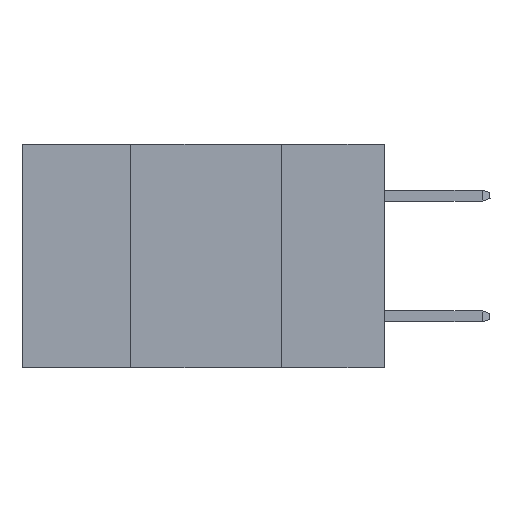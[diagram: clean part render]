
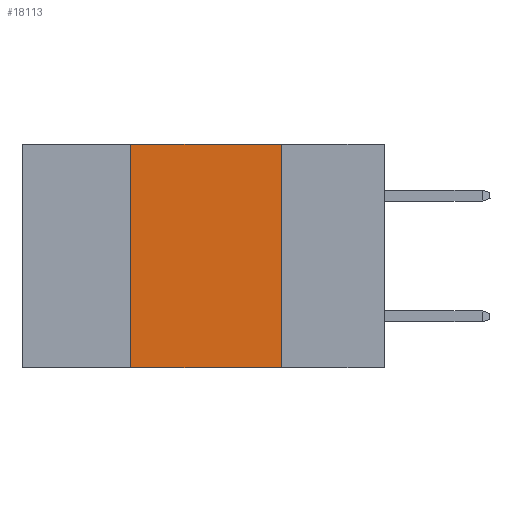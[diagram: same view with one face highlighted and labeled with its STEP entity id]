
A CAD part, left-side view. The second image highlights one B-rep face of the part: STEP entity #18113.
In plain terms, the highlighted planar face has unit normal (-1, 0, 0).
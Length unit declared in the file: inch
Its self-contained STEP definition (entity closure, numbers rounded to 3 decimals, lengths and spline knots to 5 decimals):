
#697 = VERTEX_POINT ( 'NONE', #14335 ) ;
#1015 = VERTEX_POINT ( 'NONE', #19435 ) ;
#1662 = CARTESIAN_POINT ( 'NONE',  ( 0., 0.6, -0.37 ) ) ;
#2041 = VECTOR ( 'NONE', #16460, 39.37008 ) ;
#2224 = VERTEX_POINT ( 'NONE', #13523 ) ;
#2239 = LINE ( 'NONE', #10518, #18641 ) ;
#2377 = EDGE_CURVE ( 'NONE', #1015, #697, #11294, .T. ) ;
#2792 = LINE ( 'NONE', #4043, #15018 ) ;
#3092 = EDGE_LOOP ( 'NONE', ( #9313, #12759, #14491, #18528 ) ) ;
#3356 = VECTOR ( 'NONE', #7659, 39.37008 ) ;
#3458 = EDGE_CURVE ( 'NONE', #1015, #2224, #18922, .T. ) ;
#4043 = CARTESIAN_POINT ( 'NONE',  ( 0., 0.6, 0. ) ) ;
#4093 = CARTESIAN_POINT ( 'NONE',  ( 0., 0.6, 0. ) ) ;
#4525 = EDGE_CURVE ( 'NONE', #18925, #697, #2239, .T. ) ;
#5693 = DIRECTION ( 'NONE',  ( 0., 0., -1. ) ) ;
#7659 = DIRECTION ( 'NONE',  ( 0., -1., 0. ) ) ;
#9313 = ORIENTED_EDGE ( 'NONE', *, *, #4525, .F. ) ;
#10335 = DIRECTION ( 'NONE',  ( 0., 0., -1. ) ) ;
#10393 = PLANE ( 'NONE',  #16146 ) ;
#10518 = CARTESIAN_POINT ( 'NONE',  ( 0., 0.17, 0. ) ) ;
#10567 = FACE_OUTER_BOUND ( 'NONE', #3092, .T. ) ;
#11294 = LINE ( 'NONE', #1662, #3356 ) ;
#12279 = CARTESIAN_POINT ( 'NONE',  ( 0., 0.17, 0. ) ) ;
#12759 = ORIENTED_EDGE ( 'NONE', *, *, #14671, .F. ) ;
#13523 = CARTESIAN_POINT ( 'NONE',  ( 0., 0.42, 0. ) ) ;
#14335 = CARTESIAN_POINT ( 'NONE',  ( 0., 0.17, -0.37 ) ) ;
#14491 = ORIENTED_EDGE ( 'NONE', *, *, #3458, .F. ) ;
#14671 = EDGE_CURVE ( 'NONE', #2224, #18925, #2792, .T. ) ;
#15018 = VECTOR ( 'NONE', #15199, 39.37008 ) ;
#15199 = DIRECTION ( 'NONE',  ( 0., -1., 0. ) ) ;
#15251 = DIRECTION ( 'NONE',  ( 1., 0., 0. ) ) ;
#15938 = CARTESIAN_POINT ( 'NONE',  ( 0., 0.42, 0. ) ) ;
#16146 = AXIS2_PLACEMENT_3D ( 'NONE', #4093, #15251, #5693 ) ;
#16460 = DIRECTION ( 'NONE',  ( 0., 0., 1. ) ) ;
#18113 = ADVANCED_FACE ( 'NONE', ( #10567 ), #10393, .F. ) ;
#18528 = ORIENTED_EDGE ( 'NONE', *, *, #2377, .T. ) ;
#18641 = VECTOR ( 'NONE', #10335, 39.37008 ) ;
#18922 = LINE ( 'NONE', #15938, #2041 ) ;
#18925 = VERTEX_POINT ( 'NONE', #12279 ) ;
#19435 = CARTESIAN_POINT ( 'NONE',  ( 0., 0.42, -0.37 ) ) ;
